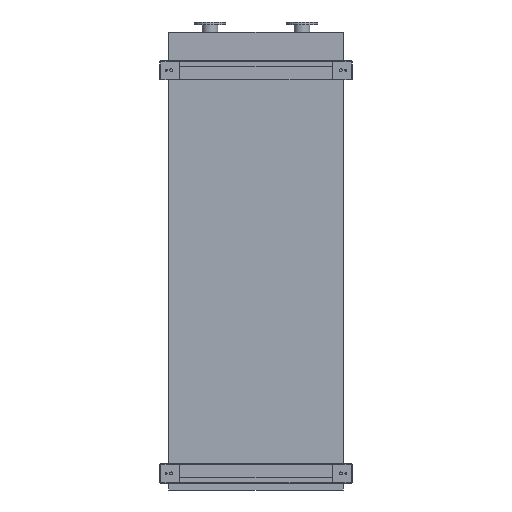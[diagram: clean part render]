
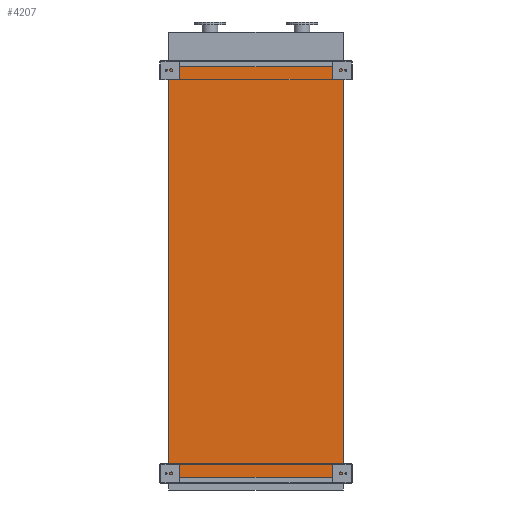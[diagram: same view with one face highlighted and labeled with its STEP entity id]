
A CAD part, front view. The second image highlights one B-rep face of the part: STEP entity #4207.
In plain terms, the highlighted planar face has unit normal (0, -1, 0).
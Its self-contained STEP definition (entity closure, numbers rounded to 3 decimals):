
#192 = LINE ( 'NONE', #2865, #23076 ) ;
#465 = EDGE_CURVE ( 'NONE', #10951, #20044, #8098, .T. ) ;
#1054 = AXIS2_PLACEMENT_3D ( 'NONE', #16765, #18590, #7836 ) ;
#1203 = VECTOR ( 'NONE', #13577, 1000. ) ;
#1711 = EDGE_CURVE ( 'NONE', #17095, #2774, #11452, .T. ) ;
#2333 = EDGE_CURVE ( 'NONE', #10951, #17095, #2609, .T. ) ;
#2609 = LINE ( 'NONE', #14567, #11679 ) ;
#2774 = VERTEX_POINT ( 'NONE', #15806 ) ;
#2865 = CARTESIAN_POINT ( 'NONE',  ( 605., 0., -2850. ) ) ;
#3703 = DIRECTION ( 'NONE',  ( 0., 0., 1. ) ) ;
#4171 = PLANE ( 'NONE',  #1054 ) ;
#4207 = ADVANCED_FACE ( 'NONE', ( #8544 ), #4171, .T. ) ;
#5419 = EDGE_CURVE ( 'NONE', #20044, #2774, #192, .T. ) ;
#6129 = EDGE_LOOP ( 'NONE', ( #22807, #9648, #10205, #19745 ) ) ;
#7836 = DIRECTION ( 'NONE',  ( 0., 0., -1. ) ) ;
#8098 = LINE ( 'NONE', #11673, #21850 ) ;
#8544 = FACE_OUTER_BOUND ( 'NONE', #6129, .T. ) ;
#9648 = ORIENTED_EDGE ( 'NONE', *, *, #2333, .F. ) ;
#10205 = ORIENTED_EDGE ( 'NONE', *, *, #465, .T. ) ;
#10466 = CARTESIAN_POINT ( 'NONE',  ( -605., 0., 0. ) ) ;
#10951 = VERTEX_POINT ( 'NONE', #20632 ) ;
#11452 = LINE ( 'NONE', #19010, #1203 ) ;
#11673 = CARTESIAN_POINT ( 'NONE',  ( -605., 0., -2850. ) ) ;
#11679 = VECTOR ( 'NONE', #3703, 1000. ) ;
#12044 = CARTESIAN_POINT ( 'NONE',  ( 605., 0., -2850. ) ) ;
#13469 = DIRECTION ( 'NONE',  ( 1., 0., 0. ) ) ;
#13577 = DIRECTION ( 'NONE',  ( 1., 0., 0. ) ) ;
#13680 = DIRECTION ( 'NONE',  ( 0., 0., 1. ) ) ;
#14567 = CARTESIAN_POINT ( 'NONE',  ( -605., 0., -2850. ) ) ;
#15806 = CARTESIAN_POINT ( 'NONE',  ( 605., 0., 0. ) ) ;
#16765 = CARTESIAN_POINT ( 'NONE',  ( -605., 0., -2850. ) ) ;
#17095 = VERTEX_POINT ( 'NONE', #10466 ) ;
#18590 = DIRECTION ( 'NONE',  ( 0., -1., 0. ) ) ;
#19010 = CARTESIAN_POINT ( 'NONE',  ( -605., 0., 0. ) ) ;
#19745 = ORIENTED_EDGE ( 'NONE', *, *, #5419, .T. ) ;
#20044 = VERTEX_POINT ( 'NONE', #12044 ) ;
#20632 = CARTESIAN_POINT ( 'NONE',  ( -605., 0., -2850. ) ) ;
#21850 = VECTOR ( 'NONE', #13469, 1000. ) ;
#22807 = ORIENTED_EDGE ( 'NONE', *, *, #1711, .F. ) ;
#23076 = VECTOR ( 'NONE', #13680, 1000. ) ;
